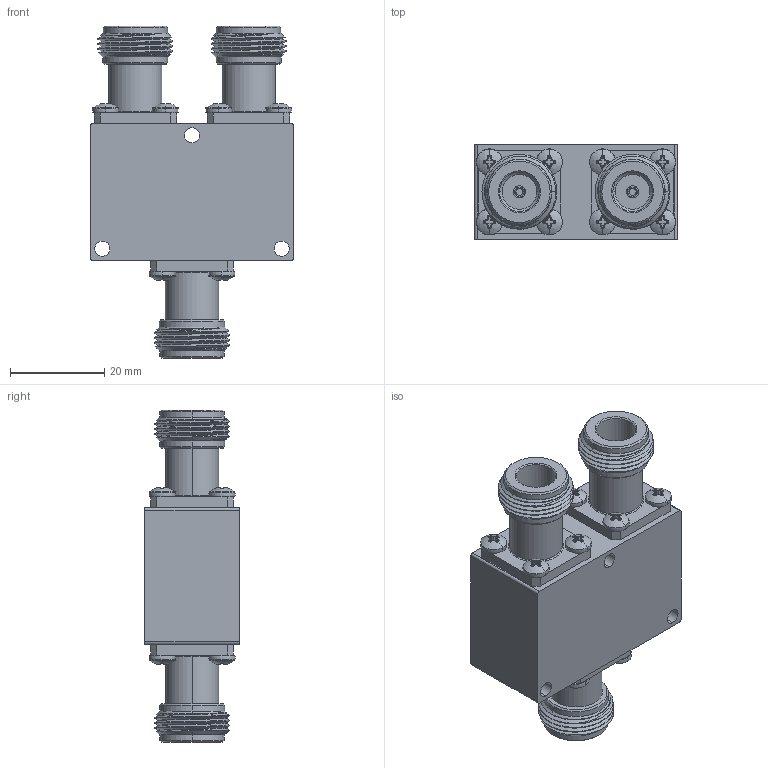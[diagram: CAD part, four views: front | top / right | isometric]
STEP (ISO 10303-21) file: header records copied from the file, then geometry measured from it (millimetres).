
FILE_DESCRIPTION (( 'STEP AP214' ), '1' );
FILE_NAME ('FMDV1262_3D.step', '2025-03-18T15:12:18', ( '' ), ( '' ), 'SwSTEP 2.0', 'SolidWorks 2022', '' );
FILE_SCHEMA (( 'AUTOMOTIVE_DESIGN' ));
Length unit declared in the file: inch
Products named in the file (3): FMDV1262_3D; N Female^FMDV1262; Body^FMDV1262
Assembly tree (4 placements, depth 2):
  FMDV1262_3D
    Body^FMDV1262
    N Female^FMDV1262  x3
Bounding box: 43 x 20.03 x 70.4 mm (x, y, z)
Volume: 32699.9 mm3; surface area: 14505.7 mm2
Topology: 16 solids, 19 shells, 1770 faces, 4350 edges, 2678 vertices
Faces by surface type: plane 502, bspline 451, cone 426, cylinder 289, torus 78, sphere 24
Entity records: 32980 total; most frequent: CARTESIAN_POINT 15660, ORIENTED_EDGE 3924, DIRECTION 2794, EDGE_CURVE 1962, VERTEX_POINT 1234, AXIS2_PLACEMENT_3D 978, LINE 838, VECTOR 838
